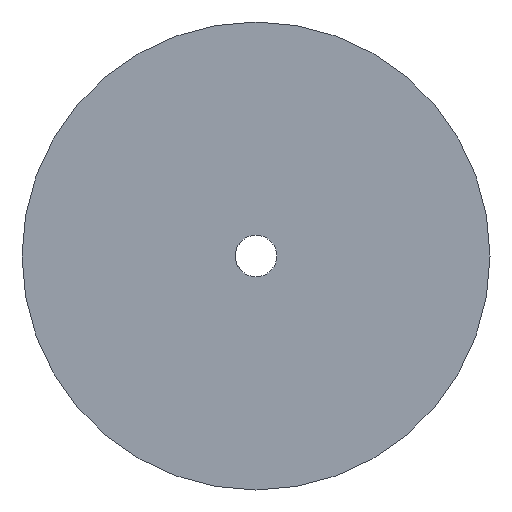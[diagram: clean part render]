
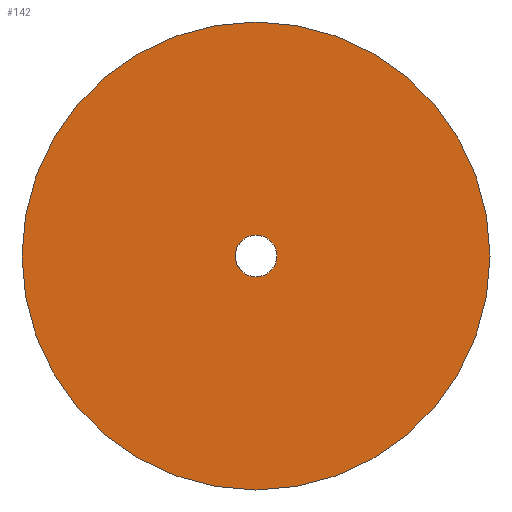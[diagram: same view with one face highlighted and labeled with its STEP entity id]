
A CAD part, left-side view. The second image highlights one B-rep face of the part: STEP entity #142.
In plain terms, the highlighted planar face has unit normal (-1, 0, 0).
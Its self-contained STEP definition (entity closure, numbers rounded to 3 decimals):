
#1 = ORIENTED_EDGE ( 'NONE', *, *, #481, .T. ) ;
#8 = CIRCLE ( 'NONE', #375, 22.5 ) ;
#19 = VERTEX_POINT ( 'NONE', #436 ) ;
#22 = CARTESIAN_POINT ( 'NONE',  ( -2., 0., 0. ) ) ;
#57 = DIRECTION ( 'NONE',  ( -1., 0., 0. ) ) ;
#64 = EDGE_CURVE ( 'NONE', #163, #516, #102, .T. ) ;
#71 = DIRECTION ( 'NONE',  ( 0., 0., 1. ) ) ;
#85 = DIRECTION ( 'NONE',  ( 1., 0., 0. ) ) ;
#89 = ORIENTED_EDGE ( 'NONE', *, *, #234, .F. ) ;
#102 = CIRCLE ( 'NONE', #608, 2. ) ;
#117 = DIRECTION ( 'NONE',  ( 0., 0., 1. ) ) ;
#142 = ADVANCED_FACE ( 'NONE', ( #702, #536 ), #293, .F. ) ;
#163 = VERTEX_POINT ( 'NONE', #408 ) ;
#167 = DIRECTION ( 'NONE',  ( -1., 0., 0. ) ) ;
#179 = CIRCLE ( 'NONE', #252, 2. ) ;
#209 = AXIS2_PLACEMENT_3D ( 'NONE', #573, #85, #244 ) ;
#221 = AXIS2_PLACEMENT_3D ( 'NONE', #527, #572, #411 ) ;
#234 = EDGE_CURVE ( 'NONE', #516, #163, #179, .T. ) ;
#239 = CARTESIAN_POINT ( 'NONE',  ( -2., 0., -2. ) ) ;
#244 = DIRECTION ( 'NONE',  ( 0., 0., -1. ) ) ;
#252 = AXIS2_PLACEMENT_3D ( 'NONE', #314, #710, #376 ) ;
#293 = PLANE ( 'NONE',  #209 ) ;
#314 = CARTESIAN_POINT ( 'NONE',  ( -2., 0., 0. ) ) ;
#342 = EDGE_CURVE ( 'NONE', #422, #19, #8, .T. ) ;
#362 = ORIENTED_EDGE ( 'NONE', *, *, #64, .F. ) ;
#375 = AXIS2_PLACEMENT_3D ( 'NONE', #387, #57, #117 ) ;
#376 = DIRECTION ( 'NONE',  ( 0., 0., 1. ) ) ;
#387 = CARTESIAN_POINT ( 'NONE',  ( -2., 0., 0. ) ) ;
#389 = EDGE_LOOP ( 'NONE', ( #362, #89 ) ) ;
#408 = CARTESIAN_POINT ( 'NONE',  ( -2., 0., 2. ) ) ;
#411 = DIRECTION ( 'NONE',  ( 0., 0., 1. ) ) ;
#422 = VERTEX_POINT ( 'NONE', #441 ) ;
#425 = ORIENTED_EDGE ( 'NONE', *, *, #342, .T. ) ;
#436 = CARTESIAN_POINT ( 'NONE',  ( -2., 0., -22.5 ) ) ;
#441 = CARTESIAN_POINT ( 'NONE',  ( -2., 0., 22.5 ) ) ;
#457 = EDGE_LOOP ( 'NONE', ( #425, #1 ) ) ;
#481 = EDGE_CURVE ( 'NONE', #19, #422, #625, .T. ) ;
#516 = VERTEX_POINT ( 'NONE', #239 ) ;
#527 = CARTESIAN_POINT ( 'NONE',  ( -2., 0., 0. ) ) ;
#536 = FACE_OUTER_BOUND ( 'NONE', #457, .T. ) ;
#572 = DIRECTION ( 'NONE',  ( -1., 0., 0. ) ) ;
#573 = CARTESIAN_POINT ( 'NONE',  ( -2., 2., 0. ) ) ;
#608 = AXIS2_PLACEMENT_3D ( 'NONE', #22, #167, #71 ) ;
#625 = CIRCLE ( 'NONE', #221, 22.5 ) ;
#702 = FACE_BOUND ( 'NONE', #389, .T. ) ;
#710 = DIRECTION ( 'NONE',  ( -1., 0., 0. ) ) ;
